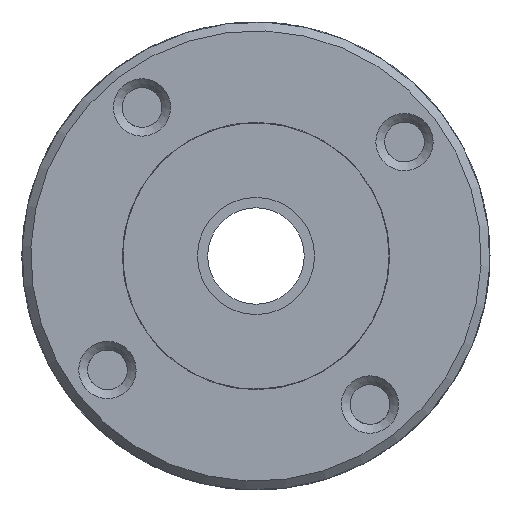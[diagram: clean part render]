
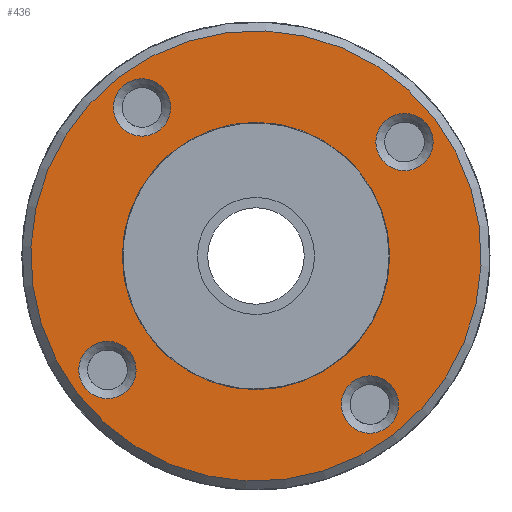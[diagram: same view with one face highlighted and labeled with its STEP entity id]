
A CAD part, left-side view. The second image highlights one B-rep face of the part: STEP entity #436.
In plain terms, the highlighted planar face has unit normal (-1, 0, 0).
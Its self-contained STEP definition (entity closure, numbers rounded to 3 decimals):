
#436 = ADVANCED_FACE( '', ( #1277, #1278, #1279, #1280, #1281, #1282 ), #1283, .T. );
#1277 = FACE_OUTER_BOUND( '', #2748, .T. );
#1278 = FACE_BOUND( '', #2749, .T. );
#1279 = FACE_BOUND( '', #2750, .T. );
#1280 = FACE_BOUND( '', #2751, .T. );
#1281 = FACE_BOUND( '', #2752, .T. );
#1282 = FACE_BOUND( '', #2753, .T. );
#1283 = PLANE( '', #2754 );
#2748 = EDGE_LOOP( '', ( #4213 ) );
#2749 = EDGE_LOOP( '', ( #4214 ) );
#2750 = EDGE_LOOP( '', ( #4215 ) );
#2751 = EDGE_LOOP( '', ( #4216 ) );
#2752 = EDGE_LOOP( '', ( #4217 ) );
#2753 = EDGE_LOOP( '', ( #4218 ) );
#2754 = AXIS2_PLACEMENT_3D( '', #4219, #4220, #4221 );
#4213 = ORIENTED_EDGE( '', *, *, #7617, .T. );
#4214 = ORIENTED_EDGE( '', *, *, #7618, .T. );
#4215 = ORIENTED_EDGE( '', *, *, #7619, .T. );
#4216 = ORIENTED_EDGE( '', *, *, #7620, .T. );
#4217 = ORIENTED_EDGE( '', *, *, #7621, .T. );
#4218 = ORIENTED_EDGE( '', *, *, #7622, .T. );
#4219 = CARTESIAN_POINT( '', ( -56., -18.128, 13.91 ) );
#4220 = DIRECTION( '', ( -1., 0., 0. ) );
#4221 = DIRECTION( '', ( 0., -0.793, 0.609 ) );
#7617 = EDGE_CURVE( '', #8911, #8911, #8912, .T. );
#7618 = EDGE_CURVE( '', #8913, #8913, #8914, .T. );
#7619 = EDGE_CURVE( '', #8915, #8915, #8916, .T. );
#7620 = EDGE_CURVE( '', #8917, #8917, #8918, .T. );
#7621 = EDGE_CURVE( '', #8919, #8919, #8920, .T. );
#7622 = EDGE_CURVE( '', #8921, #8921, #8922, .F. );
#8911 = VERTEX_POINT( '', #10815 );
#8912 = CIRCLE( '', #10816, 38.5 );
#8913 = VERTEX_POINT( '', #10817 );
#8914 = CIRCLE( '', #10818, 4.9 );
#8915 = VERTEX_POINT( '', #10819 );
#8916 = CIRCLE( '', #10820, 4.9 );
#8917 = VERTEX_POINT( '', #10821 );
#8918 = CIRCLE( '', #10822, 4.9 );
#8919 = VERTEX_POINT( '', #10823 );
#8920 = CIRCLE( '', #10824, 4.9 );
#8921 = VERTEX_POINT( '', #10825 );
#8922 = CIRCLE( '', #10826, 22.85 );
#10815 = CARTESIAN_POINT( '', ( -56., -30.544, 23.437 ) );
#10816 = AXIS2_PLACEMENT_3D( '', #13742, #13743, #13744 );
#10817 = CARTESIAN_POINT( '', ( -56., 15.593, 28.37 ) );
#10818 = AXIS2_PLACEMENT_3D( '', #13745, #13746, #13747 );
#10819 = CARTESIAN_POINT( '', ( -56., 21.5, -16.497 ) );
#10820 = AXIS2_PLACEMENT_3D( '', #13748, #13749, #13750 );
#10821 = CARTESIAN_POINT( '', ( -56., -23.368, -22.404 ) );
#10822 = AXIS2_PLACEMENT_3D( '', #13751, #13752, #13753 );
#10823 = CARTESIAN_POINT( '', ( -56., -29.275, 22.463 ) );
#10824 = AXIS2_PLACEMENT_3D( '', #13754, #13755, #13756 );
#10825 = CARTESIAN_POINT( '', ( -56., -22.85, 0. ) );
#10826 = AXIS2_PLACEMENT_3D( '', #13757, #13758, #13759 );
#13742 = CARTESIAN_POINT( '', ( -56., 0., 0. ) );
#13743 = DIRECTION( '', ( -1., 0., 0. ) );
#13744 = DIRECTION( '', ( 0., -0.793, 0.609 ) );
#13745 = CARTESIAN_POINT( '', ( -56., 19.48, 25.387 ) );
#13746 = DIRECTION( '', ( 1., 0., 0. ) );
#13747 = DIRECTION( '', ( 0., -0.793, 0.609 ) );
#13748 = CARTESIAN_POINT( '', ( -56., 25.387, -19.48 ) );
#13749 = DIRECTION( '', ( 1., 0., 0. ) );
#13750 = DIRECTION( '', ( 0., -0.793, 0.609 ) );
#13751 = CARTESIAN_POINT( '', ( -56., -19.48, -25.387 ) );
#13752 = DIRECTION( '', ( 1., 0., 0. ) );
#13753 = DIRECTION( '', ( 0., -0.793, 0.609 ) );
#13754 = CARTESIAN_POINT( '', ( -56., -25.387, 19.48 ) );
#13755 = DIRECTION( '', ( 1., 0., 0. ) );
#13756 = DIRECTION( '', ( 0., -0.793, 0.609 ) );
#13757 = CARTESIAN_POINT( '', ( -56., 0., 0. ) );
#13758 = DIRECTION( '', ( -1., 0., 0. ) );
#13759 = DIRECTION( '', ( 0., -1., 0. ) );
